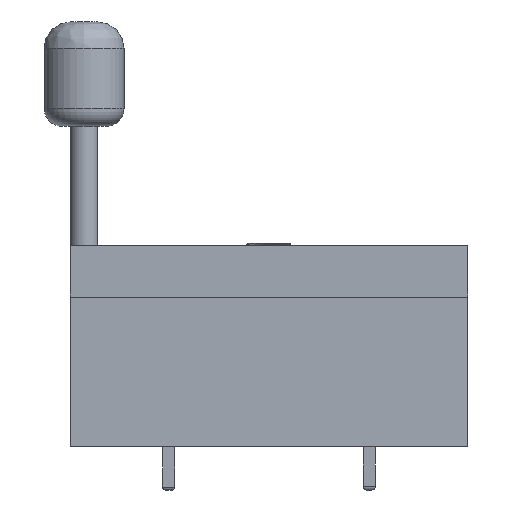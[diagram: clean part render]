
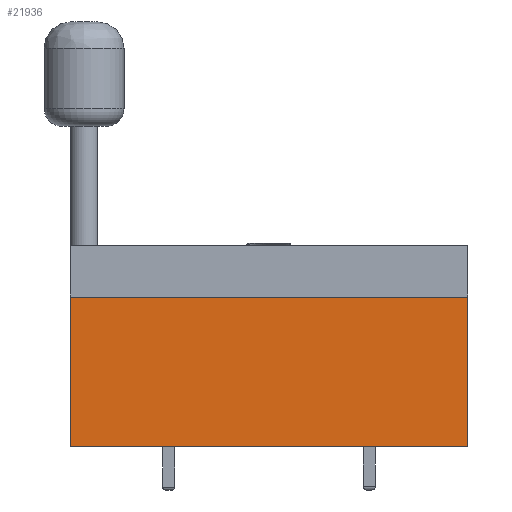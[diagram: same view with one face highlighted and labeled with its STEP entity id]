
A CAD part, left-side view. The second image highlights one B-rep face of the part: STEP entity #21936.
In plain terms, the highlighted planar face has unit normal (-1, 0, 0).
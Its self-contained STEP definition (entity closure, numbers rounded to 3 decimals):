
#1613=PLANE('',#23102);
#2713=FACE_OUTER_BOUND('',#3922,.T.);
#3922=EDGE_LOOP('',(#20646,#20647,#20648,#20649));
#6830=LINE('',#38521,#9339);
#6869=LINE('',#38612,#9378);
#6871=LINE('',#38615,#9380);
#6891=LINE('',#38656,#9400);
#9339=VECTOR('',#27781,10.);
#9378=VECTOR('',#27856,10.);
#9380=VECTOR('',#27860,10.);
#9400=VECTOR('',#27900,10.);
#11373=VERTEX_POINT('',#38518);
#11374=VERTEX_POINT('',#38520);
#11407=VERTEX_POINT('',#38609);
#11408=VERTEX_POINT('',#38611);
#14433=EDGE_CURVE('',#11374,#11373,#6830,.T.);
#14478=EDGE_CURVE('',#11408,#11407,#6869,.T.);
#14480=EDGE_CURVE('',#11407,#11374,#6871,.T.);
#14501=EDGE_CURVE('',#11408,#11373,#6891,.T.);
#20646=ORIENTED_EDGE('',*,*,#14433,.T.);
#20647=ORIENTED_EDGE('',*,*,#14501,.F.);
#20648=ORIENTED_EDGE('',*,*,#14478,.T.);
#20649=ORIENTED_EDGE('',*,*,#14480,.T.);
#21936=ADVANCED_FACE('',(#2713),#1613,.T.);
#23102=AXIS2_PLACEMENT_3D('',#38661,#27907,#27908);
#27781=DIRECTION('',(0.,1.,0.));
#27856=DIRECTION('',(0.,-1.,0.));
#27860=DIRECTION('',(0.,0.,1.));
#27900=DIRECTION('',(0.,0.,1.));
#27907=DIRECTION('center_axis',(-1.,0.,0.));
#27908=DIRECTION('ref_axis',(0.,-1.,0.));
#38518=CARTESIAN_POINT('',(-32.5,11.45,8.6));
#38520=CARTESIAN_POINT('',(-32.5,-11.45,8.6));
#38521=CARTESIAN_POINT('',(-32.5,10.45,8.6));
#38609=CARTESIAN_POINT('',(-32.5,-11.45,0.));
#38611=CARTESIAN_POINT('',(-32.5,11.45,0.));
#38612=CARTESIAN_POINT('',(-32.5,11.45,0.));
#38615=CARTESIAN_POINT('',(-32.5,-11.45,0.));
#38656=CARTESIAN_POINT('',(-32.5,11.45,0.));
#38661=CARTESIAN_POINT('Origin',(-32.5,11.45,0.));
